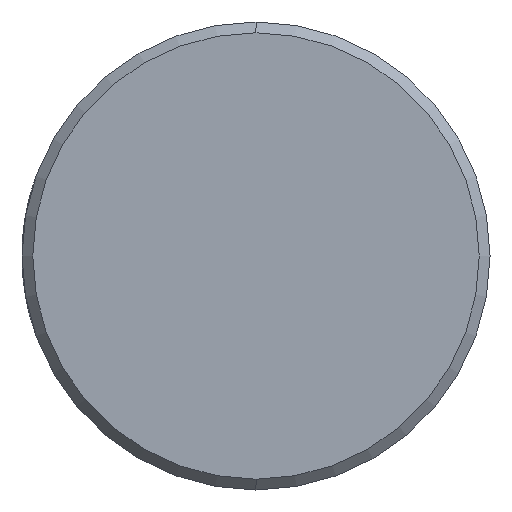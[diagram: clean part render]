
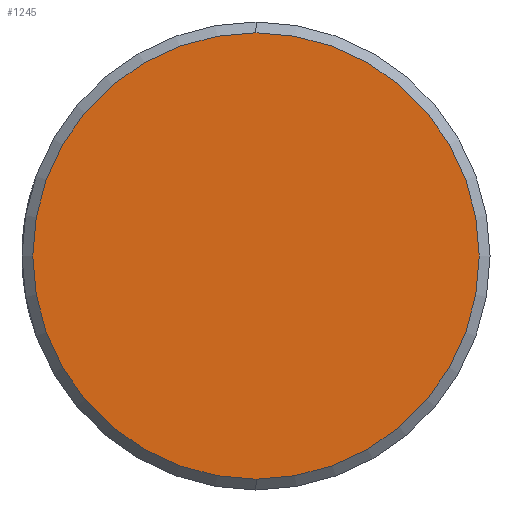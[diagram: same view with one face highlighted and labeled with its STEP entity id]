
A CAD part, left-side view. The second image highlights one B-rep face of the part: STEP entity #1245.
In plain terms, the highlighted planar face has unit normal (-1, 0, 0).
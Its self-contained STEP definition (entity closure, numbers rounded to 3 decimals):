
#74 = DIRECTION ( 'NONE',  ( 0., 0., 1. ) ) ;
#164 = DIRECTION ( 'NONE',  ( -1., 0., 0. ) ) ;
#221 = CARTESIAN_POINT ( 'NONE',  ( -5., 0., 6.2 ) ) ;
#241 = EDGE_CURVE ( 'NONE', #361, #1079, #677, .T. ) ;
#361 = VERTEX_POINT ( 'NONE', #221 ) ;
#412 = ORIENTED_EDGE ( 'NONE', *, *, #886, .T. ) ;
#424 = CARTESIAN_POINT ( 'NONE',  ( -5., 0., 0. ) ) ;
#577 = CIRCLE ( 'NONE', #1216, 6.2 ) ;
#592 = EDGE_LOOP ( 'NONE', ( #412, #796 ) ) ;
#607 = AXIS2_PLACEMENT_3D ( 'NONE', #424, #1031, #1104 ) ;
#664 = FACE_OUTER_BOUND ( 'NONE', #592, .T. ) ;
#677 = CIRCLE ( 'NONE', #607, 6.2 ) ;
#707 = DIRECTION ( 'NONE',  ( -1., 0., 0. ) ) ;
#788 = CARTESIAN_POINT ( 'NONE',  ( -5., 0., 0. ) ) ;
#796 = ORIENTED_EDGE ( 'NONE', *, *, #241, .T. ) ;
#886 = EDGE_CURVE ( 'NONE', #1079, #361, #577, .T. ) ;
#887 = DIRECTION ( 'NONE',  ( 0., 0., 1. ) ) ;
#905 = PLANE ( 'NONE',  #965 ) ;
#965 = AXIS2_PLACEMENT_3D ( 'NONE', #1297, #707, #74 ) ;
#1031 = DIRECTION ( 'NONE',  ( -1., 0., 0. ) ) ;
#1073 = CARTESIAN_POINT ( 'NONE',  ( -5., 0., -6.2 ) ) ;
#1079 = VERTEX_POINT ( 'NONE', #1073 ) ;
#1104 = DIRECTION ( 'NONE',  ( 0., 0., 1. ) ) ;
#1216 = AXIS2_PLACEMENT_3D ( 'NONE', #788, #164, #887 ) ;
#1245 = ADVANCED_FACE ( 'NONE', ( #664 ), #905, .T. ) ;
#1297 = CARTESIAN_POINT ( 'NONE',  ( -5., 0., 0. ) ) ;
